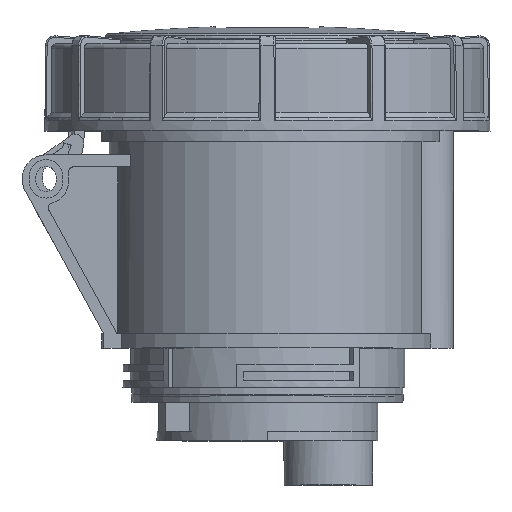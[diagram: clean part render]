
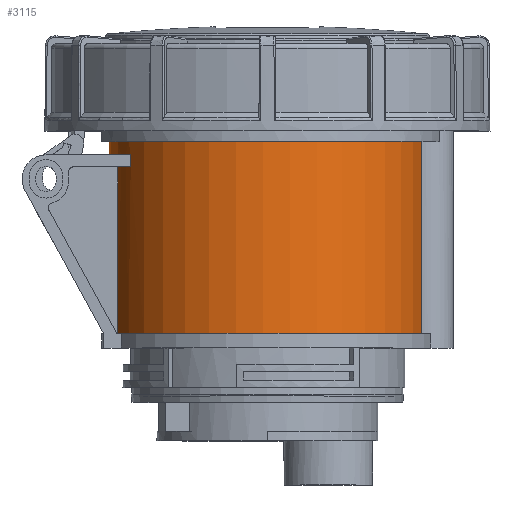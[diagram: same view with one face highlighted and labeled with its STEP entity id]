
A CAD part, top view. The second image highlights one B-rep face of the part: STEP entity #3115.
In plain terms, the highlighted cylindrical face has radius 32.825 mm (diameter 65.65 mm), a partial arc.
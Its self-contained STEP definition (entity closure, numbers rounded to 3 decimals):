
#151=ELLIPSE('',#23336,68.16,32.825);
#551=CYLINDRICAL_SURFACE('',#23348,32.825);
#2128=FACE_BOUND('',#5689,.T.);
#2129=FACE_BOUND('',#5690,.T.);
#2130=FACE_BOUND('',#5691,.T.);
#3115=ADVANCED_FACE('',(#2128,#2129,#2130),#551,.T.);
#5689=EDGE_LOOP('',(#13748,#13749,#13750,#13751,#13752,#13753,#13754,#13755,
#13756,#13757,#13758,#13759));
#5690=EDGE_LOOP('',(#13760,#13761,#13762,#13763));
#5691=EDGE_LOOP('',(#13764,#13765,#13766,#13767));
#7059=LINE('',#44578,#8478);
#7065=LINE('',#44600,#8484);
#7066=LINE('',#44604,#8485);
#7067=LINE('',#44608,#8486);
#7068=LINE('',#44612,#8487);
#7069=LINE('',#44619,#8488);
#7070=LINE('',#44622,#8489);
#7071=LINE('',#44627,#8490);
#8478=VECTOR('',#28121,1.);
#8484=VECTOR('',#28141,1.);
#8485=VECTOR('',#28144,1.);
#8486=VECTOR('',#28147,1.);
#8487=VECTOR('',#28150,1.);
#8488=VECTOR('',#28157,1.);
#8489=VECTOR('',#28160,1.);
#8490=VECTOR('',#28163,1.);
#13748=ORIENTED_EDGE('',*,*,#19882,.F.);
#13749=ORIENTED_EDGE('',*,*,#19883,.F.);
#13750=ORIENTED_EDGE('',*,*,#19884,.F.);
#13751=ORIENTED_EDGE('',*,*,#19885,.T.);
#13752=ORIENTED_EDGE('',*,*,#19886,.T.);
#13753=ORIENTED_EDGE('',*,*,#19887,.F.);
#13754=ORIENTED_EDGE('',*,*,#19888,.T.);
#13755=ORIENTED_EDGE('',*,*,#19889,.T.);
#13756=ORIENTED_EDGE('',*,*,#19890,.T.);
#13757=ORIENTED_EDGE('',*,*,#19891,.F.);
#13758=ORIENTED_EDGE('',*,*,#19892,.F.);
#13759=ORIENTED_EDGE('',*,*,#19893,.F.);
#13760=ORIENTED_EDGE('',*,*,#19894,.F.);
#13761=ORIENTED_EDGE('',*,*,#19895,.T.);
#13762=ORIENTED_EDGE('',*,*,#19896,.T.);
#13763=ORIENTED_EDGE('',*,*,#19874,.F.);
#13764=ORIENTED_EDGE('',*,*,#19897,.F.);
#13765=ORIENTED_EDGE('',*,*,#19898,.F.);
#13766=ORIENTED_EDGE('',*,*,#19899,.T.);
#13767=ORIENTED_EDGE('',*,*,#19900,.T.);
#16904=VERTEX_POINT('',#44562);
#16905=VERTEX_POINT('',#44563);
#16912=VERTEX_POINT('',#44577);
#16919=VERTEX_POINT('',#44595);
#16920=VERTEX_POINT('',#44596);
#16921=VERTEX_POINT('',#44599);
#16922=VERTEX_POINT('',#44601);
#16923=VERTEX_POINT('',#44603);
#16924=VERTEX_POINT('',#44605);
#16925=VERTEX_POINT('',#44607);
#16926=VERTEX_POINT('',#44609);
#16927=VERTEX_POINT('',#44611);
#16928=VERTEX_POINT('',#44613);
#16929=VERTEX_POINT('',#44615);
#16930=VERTEX_POINT('',#44618);
#16931=VERTEX_POINT('',#44620);
#16932=VERTEX_POINT('',#44623);
#16933=VERTEX_POINT('',#44624);
#16934=VERTEX_POINT('',#44626);
#16935=VERTEX_POINT('',#44628);
#19874=EDGE_CURVE('',#16912,#16904,#7059,.T.);
#19882=EDGE_CURVE('',#16919,#16920,#151,.T.);
#19883=EDGE_CURVE('',#16905,#16919,#21459,.T.);
#19884=EDGE_CURVE('',#16921,#16905,#21460,.T.);
#19885=EDGE_CURVE('',#16921,#16922,#7065,.T.);
#19886=EDGE_CURVE('',#16922,#16923,#21461,.T.);
#19887=EDGE_CURVE('',#16924,#16923,#7066,.T.);
#19888=EDGE_CURVE('',#16924,#16925,#21462,.T.);
#19889=EDGE_CURVE('',#16925,#16926,#7067,.T.);
#19890=EDGE_CURVE('',#16926,#16927,#21463,.T.);
#19891=EDGE_CURVE('',#16928,#16927,#7068,.T.);
#19892=EDGE_CURVE('',#16929,#16928,#21464,.T.);
#19893=EDGE_CURVE('',#16920,#16929,#21465,.T.);
#19894=EDGE_CURVE('',#16930,#16912,#21466,.T.);
#19895=EDGE_CURVE('',#16930,#16931,#7069,.T.);
#19896=EDGE_CURVE('',#16931,#16904,#21467,.T.);
#19897=EDGE_CURVE('',#16932,#16933,#7070,.T.);
#19898=EDGE_CURVE('',#16934,#16932,#21468,.T.);
#19899=EDGE_CURVE('',#16934,#16935,#7071,.T.);
#19900=EDGE_CURVE('',#16935,#16933,#21469,.T.);
#21459=CIRCLE('',#23337,32.825);
#21460=CIRCLE('',#23338,32.825);
#21461=CIRCLE('',#23339,32.825);
#21462=CIRCLE('',#23340,32.825);
#21463=CIRCLE('',#23341,32.825);
#21464=CIRCLE('',#23342,32.825);
#21465=CIRCLE('',#23343,32.825);
#21466=CIRCLE('',#23344,32.825);
#21467=CIRCLE('',#23345,32.825);
#21468=CIRCLE('',#23346,32.825);
#21469=CIRCLE('',#23347,32.825);
#23336=AXIS2_PLACEMENT_3D('',#44594,#28135,#28136);
#23337=AXIS2_PLACEMENT_3D('',#44597,#28137,#28138);
#23338=AXIS2_PLACEMENT_3D('',#44598,#28139,#28140);
#23339=AXIS2_PLACEMENT_3D('',#44602,#28142,#28143);
#23340=AXIS2_PLACEMENT_3D('',#44606,#28145,#28146);
#23341=AXIS2_PLACEMENT_3D('',#44610,#28148,#28149);
#23342=AXIS2_PLACEMENT_3D('',#44614,#28151,#28152);
#23343=AXIS2_PLACEMENT_3D('',#44616,#28153,#28154);
#23344=AXIS2_PLACEMENT_3D('',#44617,#28155,#28156);
#23345=AXIS2_PLACEMENT_3D('',#44621,#28158,#28159);
#23346=AXIS2_PLACEMENT_3D('',#44625,#28161,#28162);
#23347=AXIS2_PLACEMENT_3D('',#44629,#28164,#28165);
#23348=AXIS2_PLACEMENT_3D('',#44630,#28166,#28167);
#28121=DIRECTION('',(0.,-1.,0.));
#28135=DIRECTION('',(-0.876,-0.482,0.));
#28136=DIRECTION('',(0.482,-0.876,0.));
#28137=DIRECTION('',(0.,-1.,0.));
#28138=DIRECTION('',(-0.947,0.,0.321));
#28139=DIRECTION('',(0.,-1.,0.));
#28140=DIRECTION('',(0.98,0.,0.2));
#28141=DIRECTION('',(0.,1.,0.));
#28142=DIRECTION('',(0.,-1.,0.));
#28143=DIRECTION('',(0.98,0.,0.2));
#28144=DIRECTION('',(0.,-1.,0.));
#28145=DIRECTION('',(0.,-1.,0.));
#28146=DIRECTION('',(-0.947,0.,0.321));
#28147=DIRECTION('',(0.,-1.,0.));
#28148=DIRECTION('',(0.,-1.,0.));
#28149=DIRECTION('',(-0.947,0.,-0.321));
#28150=DIRECTION('',(0.,1.,0.));
#28151=DIRECTION('',(0.,-1.,0.));
#28152=DIRECTION('',(-0.947,0.,-0.321));
#28153=DIRECTION('',(0.,-1.,0.));
#28154=DIRECTION('',(-0.976,0.,-0.218));
#28155=DIRECTION('',(0.,-1.,0.));
#28156=DIRECTION('',(-0.864,0.,0.504));
#28157=DIRECTION('',(0.,-1.,0.));
#28158=DIRECTION('',(0.,-1.,0.));
#28159=DIRECTION('',(-0.864,0.,0.504));
#28160=DIRECTION('',(0.,-1.,0.));
#28161=DIRECTION('',(0.,-1.,0.));
#28162=DIRECTION('',(-0.947,0.,-0.321));
#28163=DIRECTION('',(0.,-1.,0.));
#28164=DIRECTION('',(0.,-1.,0.));
#28165=DIRECTION('',(-0.947,0.,-0.321));
#28166=DIRECTION('',(0.,-1.,0.));
#28167=DIRECTION('',(0.,0.,1.));
#44562=CARTESIAN_POINT('',(-31.083,-66.324,10.55));
#44563=CARTESIAN_POINT('',(-31.083,-101.044,10.55));
#44577=CARTESIAN_POINT('',(-31.083,-63.824,10.55));
#44578=CARTESIAN_POINT('',(-31.083,-63.824,10.55));
#44594=CARTESIAN_POINT('',(0.,-159.342,0.));
#44595=CARTESIAN_POINT('',(-32.035,-101.044,7.157));
#44596=CARTESIAN_POINT('',(-32.035,-101.044,-7.157));
#44597=CARTESIAN_POINT('',(0.,-101.044,0.));
#44598=CARTESIAN_POINT('',(0.,-101.044,0.));
#44599=CARTESIAN_POINT('',(32.161,-101.044,6.569));
#44600=CARTESIAN_POINT('',(32.161,-61.044,6.569));
#44601=CARTESIAN_POINT('',(32.161,-61.044,6.569));
#44602=CARTESIAN_POINT('',(0.,-61.044,0.));
#44603=CARTESIAN_POINT('',(-31.083,-61.044,10.55));
#44604=CARTESIAN_POINT('',(-31.083,-52.244,10.55));
#44605=CARTESIAN_POINT('',(-31.083,-52.244,10.55));
#44606=CARTESIAN_POINT('',(0.,-52.244,0.));
#44607=CARTESIAN_POINT('',(-31.083,-52.244,-10.55));
#44608=CARTESIAN_POINT('',(-31.083,-52.244,-10.55));
#44609=CARTESIAN_POINT('',(-31.083,-61.044,-10.55));
#44610=CARTESIAN_POINT('',(0.,-61.044,0.));
#44611=CARTESIAN_POINT('',(32.161,-61.044,-6.569));
#44612=CARTESIAN_POINT('',(32.161,-61.044,-6.569));
#44613=CARTESIAN_POINT('',(32.161,-101.044,-6.569));
#44614=CARTESIAN_POINT('',(0.,-101.044,0.));
#44615=CARTESIAN_POINT('',(-31.083,-101.044,-10.55));
#44616=CARTESIAN_POINT('',(0.,-101.044,0.));
#44617=CARTESIAN_POINT('',(0.,-63.824,0.));
#44618=CARTESIAN_POINT('',(-28.347,-63.824,16.55));
#44619=CARTESIAN_POINT('',(-28.347,-63.824,16.55));
#44620=CARTESIAN_POINT('',(-28.347,-66.324,16.55));
#44621=CARTESIAN_POINT('',(0.,-66.324,0.));
#44622=CARTESIAN_POINT('',(-28.347,-63.824,-16.55));
#44623=CARTESIAN_POINT('',(-28.347,-63.824,-16.55));
#44624=CARTESIAN_POINT('',(-28.347,-66.324,-16.55));
#44625=CARTESIAN_POINT('',(0.,-63.824,0.));
#44626=CARTESIAN_POINT('',(-31.083,-63.824,-10.55));
#44627=CARTESIAN_POINT('',(-31.083,-63.824,-10.55));
#44628=CARTESIAN_POINT('',(-31.083,-66.324,-10.55));
#44629=CARTESIAN_POINT('',(0.,-66.324,0.));
#44630=CARTESIAN_POINT('',(0.,-50.244,0.));
